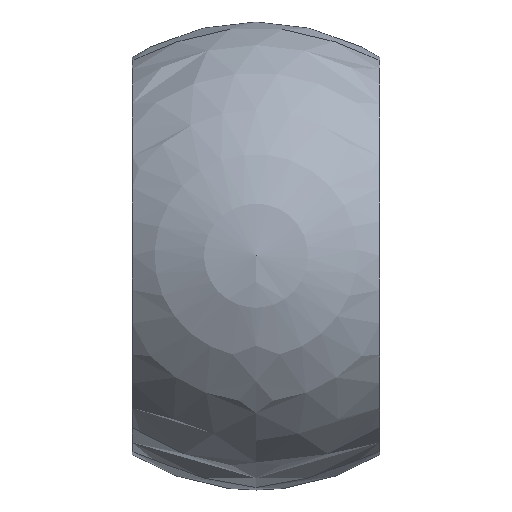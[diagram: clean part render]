
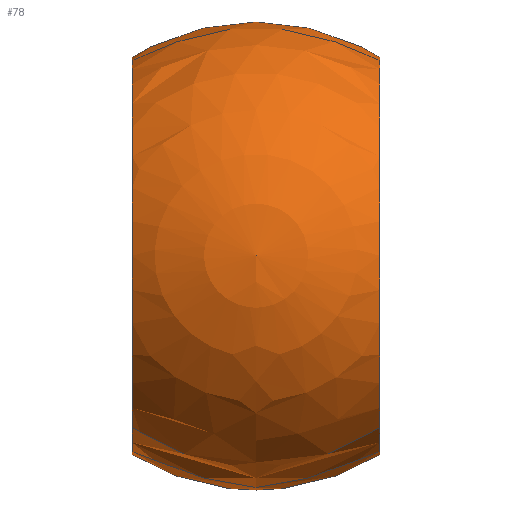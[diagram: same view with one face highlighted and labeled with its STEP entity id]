
A CAD part, top view. The second image highlights one B-rep face of the part: STEP entity #78.
In plain terms, the highlighted spherical face has radius 12.7 mm.
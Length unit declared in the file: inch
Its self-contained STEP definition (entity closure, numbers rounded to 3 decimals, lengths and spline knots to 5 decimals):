
#13=SPHERICAL_SURFACE($,#93,0.5);
#22=FACE_BOUND($,#39,.T.);
#23=FACE_BOUND($,#40,.T.);
#39=EDGE_LOOP($,(#69));
#40=EDGE_LOOP($,(#70));
#44=CIRCLE($,#88,0.42406);
#46=CIRCLE($,#92,0.42406);
#50=VERTEX_POINT($,#130);
#52=VERTEX_POINT($,#136);
#56=EDGE_CURVE($,#50,#50,#44,.T.);
#58=EDGE_CURVE($,#52,#52,#46,.T.);
#69=ORIENTED_EDGE($,*,*,#58,.F.);
#70=ORIENTED_EDGE($,*,*,#56,.T.);
#78=ADVANCED_FACE($,(#22,#23),#13,.T.);
#88=AXIS2_PLACEMENT_3D($,#131,#108,#109);
#92=AXIS2_PLACEMENT_3D($,#137,#116,#117);
#93=AXIS2_PLACEMENT_3D($,#138,#118,#119);
#108=DIRECTION('center_axis',(1.,0.,0.));
#109=DIRECTION('ref_axis',(0.,1.,0.));
#116=DIRECTION('center_axis',(1.,0.,0.));
#117=DIRECTION('ref_axis',(0.,1.,0.));
#118=DIRECTION('center_axis',(0.,0.,1.));
#119=DIRECTION('ref_axis',(1.,0.,0.));
#130=CARTESIAN_POINT('',(4.0815,1.58901,0.));
#131=CARTESIAN_POINT('Origin',(4.0815,1.16495,0.));
#136=CARTESIAN_POINT('',(4.61132,1.58901,0.));
#137=CARTESIAN_POINT('Origin',(4.61132,1.16495,0.));
#138=CARTESIAN_POINT('Origin',(4.34641,1.16495,0.));
